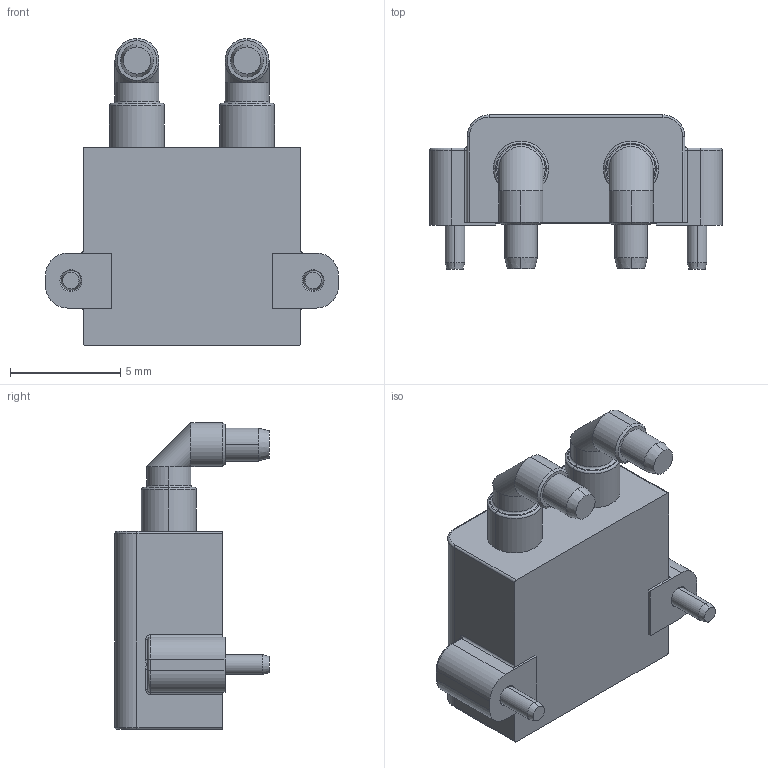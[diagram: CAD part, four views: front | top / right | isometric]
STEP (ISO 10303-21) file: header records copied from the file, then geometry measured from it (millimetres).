
FILE_DESCRIPTION (( 'STEP AP214' ), '1' );
FILE_NAME ('TemichVasheLox.STEP', '2024-03-21T22:04:00', ( '' ), ( '' ), 'SwSTEP 2.0', 'SolidWorks 2023', '' );
FILE_SCHEMA (( 'AUTOMOTIVE_DESIGN' ));
Length unit declared in the file: millimetre
Products named in the file (1): TemichVasheLox
Bounding box: 13.3 x 7 x 13.95 mm (x, y, z)
Volume: 304.8 mm3; surface area: 872.3 mm2
Topology: 7 solids, 7 shells, 269 faces, 626 edges, 372 vertices
Faces by surface type: cylinder 114, plane 77, torus 34, cone 26, bspline 18
Entity records: 9386 total; most frequent: CARTESIAN_POINT 1790, DIRECTION 1380, ORIENTED_EDGE 1244, EDGE_CURVE 622, AXIS2_PLACEMENT_3D 550, VERTEX_POINT 372, CIRCLE 298, VECTOR 280
